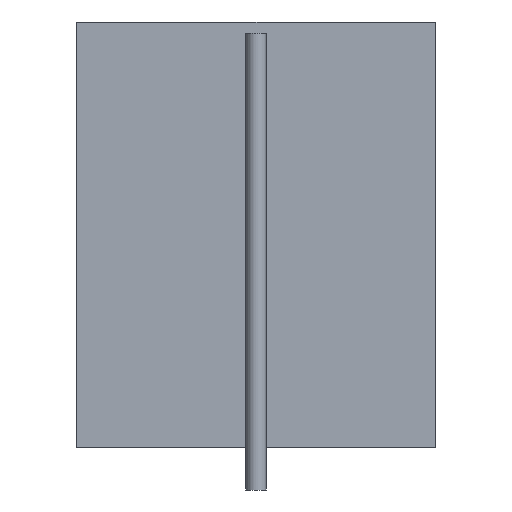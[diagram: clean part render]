
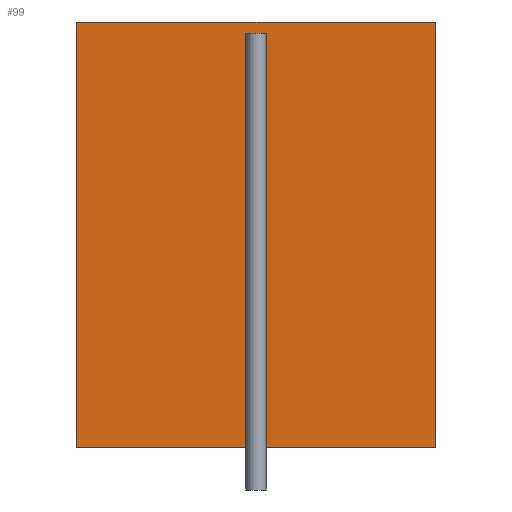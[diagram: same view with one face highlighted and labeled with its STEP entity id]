
A CAD part, left-side view. The second image highlights one B-rep face of the part: STEP entity #99.
In plain terms, the highlighted planar face has unit normal (-1, 0, 0).
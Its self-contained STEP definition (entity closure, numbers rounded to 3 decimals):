
#12=DIRECTION('',(0.,0.,1.));
#26=DIRECTION('',(1.,0.,0.));
#37=VERTEX_POINT('',#38);
#38=CARTESIAN_POINT('',(0.,0.45,0.));
#50=VERTEX_POINT('',#51);
#51=CARTESIAN_POINT('',(0.,-0.45,0.));
#52=ORIENTED_EDGE('',*,*,#53,.T.);
#53=EDGE_CURVE('',#50,#54,#56,.T.);
#54=VERTEX_POINT('',#55);
#55=CARTESIAN_POINT('',(0.,-0.45,18.5));
#56=LINE('',#55,#57);
#57=VECTOR('',#12,1.);
#60=VERTEX_POINT('',#61);
#61=CARTESIAN_POINT('',(0.,0.45,18.5));
#65=ORIENTED_EDGE('',*,*,#66,.F.);
#66=EDGE_CURVE('',#37,#60,#67,.T.);
#67=LINE('',#61,#57);
#73=EDGE_CURVE('',#74,#50,#76,.T.);
#74=VERTEX_POINT('',#75);
#75=CARTESIAN_POINT('',(0.,-8.,0.));
#76=LINE('',#75,#77);
#77=VECTOR('',#78,1.);
#78=DIRECTION('',(0.,1.,0.));
#92=VERTEX_POINT('',#93);
#93=CARTESIAN_POINT('',(0.,8.,0.));
#96=EDGE_CURVE('',#37,#92,#76,.T.);
#99=ADVANCED_FACE('',(#100),#121,.F.);
#100=FACE_BOUND('',#101,.F.);
#101=EDGE_LOOP('',(#102,#109,#112,#52,#113,#65,#117,#118));
#102=ORIENTED_EDGE('',*,*,#103,.F.);
#103=EDGE_CURVE('',#104,#106,#108,.T.);
#104=VERTEX_POINT('',#105);
#105=CARTESIAN_POINT('',(0.,-8.,19.));
#106=VERTEX_POINT('',#107);
#107=CARTESIAN_POINT('',(0.,8.,19.));
#108=LINE('',#105,#77);
#109=ORIENTED_EDGE('',*,*,#110,.F.);
#110=EDGE_CURVE('',#74,#104,#111,.T.);
#111=LINE('',#75,#57);
#112=ORIENTED_EDGE('',*,*,#73,.T.);
#113=ORIENTED_EDGE('',*,*,#114,.T.);
#114=EDGE_CURVE('',#54,#60,#115,.T.);
#115=LINE('',#116,#77);
#116=CARTESIAN_POINT('',(0.,-4.,18.5));
#117=ORIENTED_EDGE('',*,*,#96,.T.);
#118=ORIENTED_EDGE('',*,*,#119,.T.);
#119=EDGE_CURVE('',#92,#106,#120,.T.);
#120=LINE('',#93,#57);
#121=PLANE('',#122);
#122=AXIS2_PLACEMENT_3D('',#75,#26,#12);
